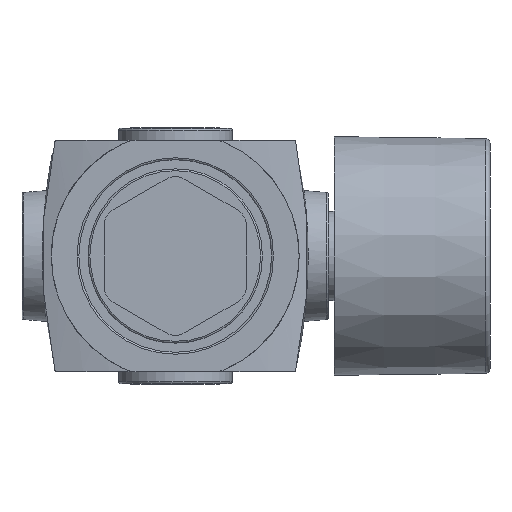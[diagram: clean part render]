
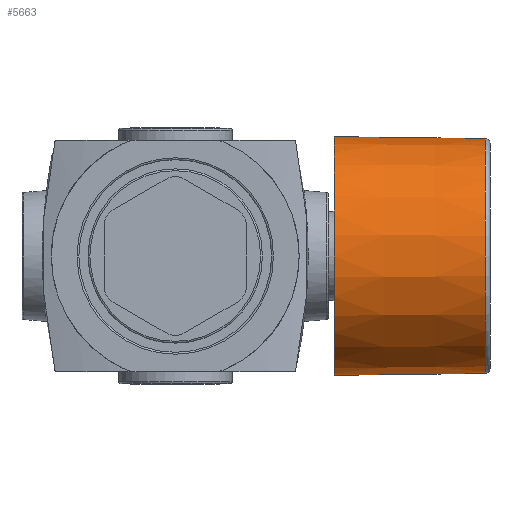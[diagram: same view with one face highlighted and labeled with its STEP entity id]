
A CAD part, front view. The second image highlights one B-rep face of the part: STEP entity #5663.
In plain terms, the highlighted conical face has half-angle 0.694 degrees and reference radius 13 mm.
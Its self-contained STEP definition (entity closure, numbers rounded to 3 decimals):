
#51=CONICAL_SURFACE('',#6143,13.,0.012);
#955=CIRCLE('',#6142,13.);
#956=CIRCLE('',#6144,12.8);
#2007=ORIENTED_EDGE('',*,*,#2537,.F.);
#2008=ORIENTED_EDGE('',*,*,#2536,.T.);
#2536=EDGE_CURVE('',#2919,#2919,#955,.T.);
#2537=EDGE_CURVE('',#2920,#2920,#956,.T.);
#2919=VERTEX_POINT('',#8814);
#2920=VERTEX_POINT('',#8817);
#3345=EDGE_LOOP('',(#2007));
#3346=EDGE_LOOP('',(#2008));
#3703=FACE_BOUND('',#3345,.T.);
#3704=FACE_BOUND('',#3346,.T.);
#5663=ADVANCED_FACE('',(#3703,#3704),#51,.T.);
#6142=AXIS2_PLACEMENT_3D('',#8813,#7319,#7320);
#6143=AXIS2_PLACEMENT_3D('',#8815,#7321,#7322);
#6144=AXIS2_PLACEMENT_3D('',#8816,#7323,#7324);
#7319=DIRECTION('',(1.,0.,0.));
#7320=DIRECTION('',(0.,0.,-1.));
#7321=DIRECTION('',(-1.,0.,0.));
#7322=DIRECTION('',(0.,0.,1.));
#7323=DIRECTION('',(1.,0.,0.));
#7324=DIRECTION('',(0.,0.,-1.));
#8813=CARTESIAN_POINT('',(-17.,0.,0.));
#8814=CARTESIAN_POINT('',(-17.,0.,-13.));
#8815=CARTESIAN_POINT('',(-17.,0.,0.));
#8816=CARTESIAN_POINT('',(-0.494,0.,0.));
#8817=CARTESIAN_POINT('',(-0.494,0.,-12.8));
